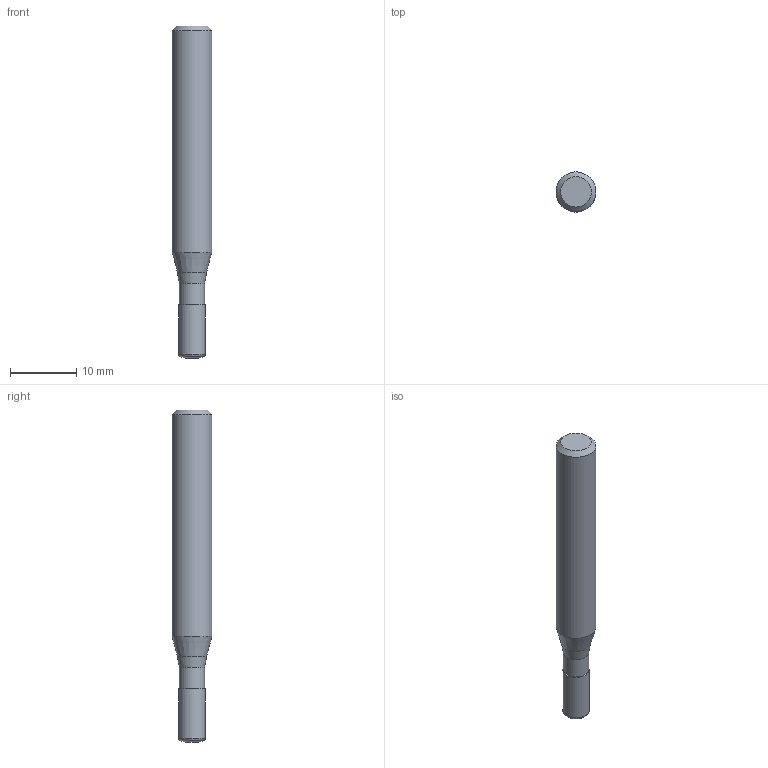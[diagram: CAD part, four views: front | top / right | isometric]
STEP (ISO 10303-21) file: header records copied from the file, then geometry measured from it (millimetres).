
FILE_DESCRIPTION(/* description */ (''),/* implementation_level */ '2;1');
FILE_NAME(/* name */ '3188204.stp',/* time_stamp */ '2021-01-07T10:17:53+09:00',/* author */ (''),/* organization */ (''),/* preprocessor_version */ 'ST-DEVELOPER v16.7',/* originating_system */ 'SIEMENS PLM Software NX 12.0',/* authorisation */ '');
FILE_SCHEMA (('AUTOMOTIVE_DESIGN { 1 0 10303 214 3 1 1 1 }'));
Length unit declared in the file: millimetre
Products named in the file (3): NOCUT_3188204; CUT_3188204; 3188204
Assembly tree (2 placements, depth 2):
  3188204
    CUT_3188204
    NOCUT_3188204
Bounding box: 6 x 6 x 50 mm (x, y, z)
Volume: 1181.5 mm3; surface area: 906.6 mm2
Topology: 2 solids, 2 shells, 12 faces, 26 edges, 30 vertices
Faces by surface type: plane 4, cylinder 3, torus 2, cone 2, bspline 1
Full cylindrical faces by diameter (mm): 3.8 x1, 4 x1, 6 x1
Entity records: 456 total; most frequent: CARTESIAN_POINT 78, DIRECTION 68, AXIS2_PLACEMENT_3D 32, EDGE_LOOP 20, ORIENTED_EDGE 20, STYLED_ITEM 18, PRESENTATION_STYLE_ASSIGNMENT 18, FACE_BOUND 16
